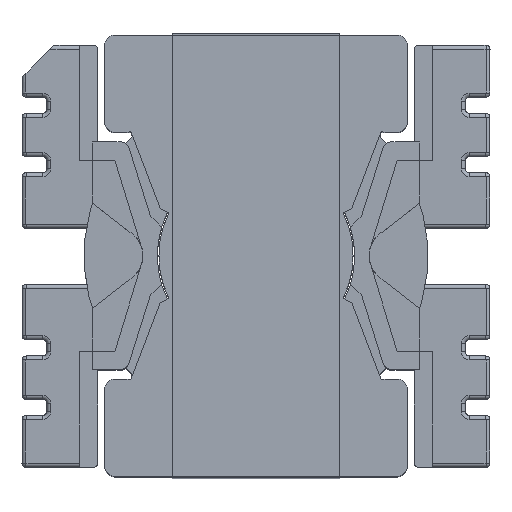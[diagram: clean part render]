
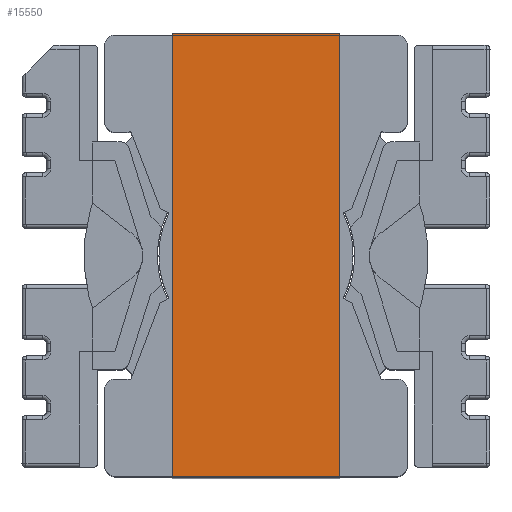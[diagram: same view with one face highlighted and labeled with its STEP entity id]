
A CAD part, top view. The second image highlights one B-rep face of the part: STEP entity #15550.
In plain terms, the highlighted face is planar.
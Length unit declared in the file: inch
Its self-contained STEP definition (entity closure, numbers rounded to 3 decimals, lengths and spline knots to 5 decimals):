
#153 = DIRECTION ( 'NONE',  ( 0., -1., 0. ) ) ;
#178 = CARTESIAN_POINT ( 'NONE',  ( -0.00394, -1.09488, -0.41496 ) ) ;
#754 = VECTOR ( 'NONE', #153, 39.37008 ) ;
#1272 = CARTESIAN_POINT ( 'NONE',  ( -0.00394, 0.00394, -0.41496 ) ) ;
#2711 = CARTESIAN_POINT ( 'NONE',  ( -0.00394, -1.09488, 0. ) ) ;
#2715 = DIRECTION ( 'NONE',  ( 0., 0., 1. ) ) ;
#3124 = DIRECTION ( 'NONE',  ( 0., -1., 0. ) ) ;
#3533 = CARTESIAN_POINT ( 'NONE',  ( -0.00394, 0.00394, -0.41496 ) ) ;
#3745 = DIRECTION ( 'NONE',  ( 0., 0., 1. ) ) ;
#3978 = LINE ( 'NONE', #7385, #754 ) ;
#4459 = LINE ( 'NONE', #11446, #13599 ) ;
#4818 = PLANE ( 'NONE',  #9281 ) ;
#5397 = ORIENTED_EDGE ( 'NONE', *, *, #11501, .T. ) ;
#5625 = VECTOR ( 'NONE', #2715, 39.37008 ) ;
#5809 = EDGE_CURVE ( 'NONE', #7467, #13854, #12343, .T. ) ;
#6458 = VECTOR ( 'NONE', #8367, 39.37008 ) ;
#7375 = FACE_OUTER_BOUND ( 'NONE', #11562, .T. ) ;
#7378 = LINE ( 'NONE', #15237, #6458 ) ;
#7385 = CARTESIAN_POINT ( 'NONE',  ( -0.00394, 0.00394, -0.41496 ) ) ;
#7467 = VERTEX_POINT ( 'NONE', #14503 ) ;
#8367 = DIRECTION ( 'NONE',  ( 0., 0., 1. ) ) ;
#8763 = ORIENTED_EDGE ( 'NONE', *, *, #13939, .F. ) ;
#9281 = AXIS2_PLACEMENT_3D ( 'NONE', #1272, #13299, #3745 ) ;
#9736 = EDGE_CURVE ( 'NONE', #15460, #12280, #7378, .T. ) ;
#9846 = ORIENTED_EDGE ( 'NONE', *, *, #9736, .F. ) ;
#11446 = CARTESIAN_POINT ( 'NONE',  ( -0.00394, 0.00394, 0. ) ) ;
#11501 = EDGE_CURVE ( 'NONE', #15460, #7467, #3978, .T. ) ;
#11562 = EDGE_LOOP ( 'NONE', ( #8763, #9846, #5397, #11816 ) ) ;
#11816 = ORIENTED_EDGE ( 'NONE', *, *, #5809, .T. ) ;
#12280 = VERTEX_POINT ( 'NONE', #13530 ) ;
#12343 = LINE ( 'NONE', #178, #5625 ) ;
#13299 = DIRECTION ( 'NONE',  ( -1., 0., 0. ) ) ;
#13530 = CARTESIAN_POINT ( 'NONE',  ( -0.00394, 0.00394, 0. ) ) ;
#13599 = VECTOR ( 'NONE', #3124, 39.37008 ) ;
#13854 = VERTEX_POINT ( 'NONE', #2711 ) ;
#13939 = EDGE_CURVE ( 'NONE', #12280, #13854, #4459, .T. ) ;
#14503 = CARTESIAN_POINT ( 'NONE',  ( -0.00394, -1.09488, -0.41496 ) ) ;
#15237 = CARTESIAN_POINT ( 'NONE',  ( -0.00394, 0.00394, -0.41496 ) ) ;
#15460 = VERTEX_POINT ( 'NONE', #3533 ) ;
#15550 = ADVANCED_FACE ( 'NONE', ( #7375 ), #4818, .T. ) ;
